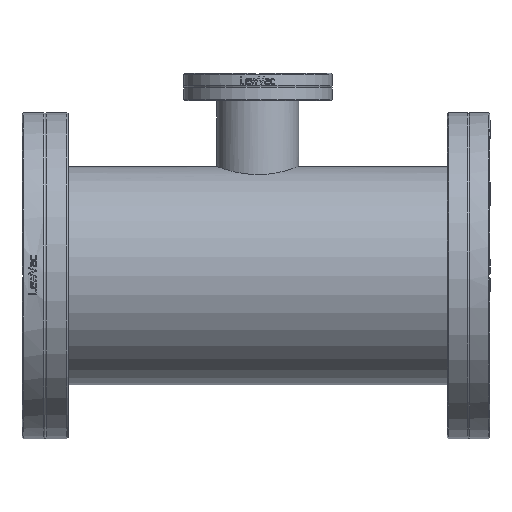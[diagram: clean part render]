
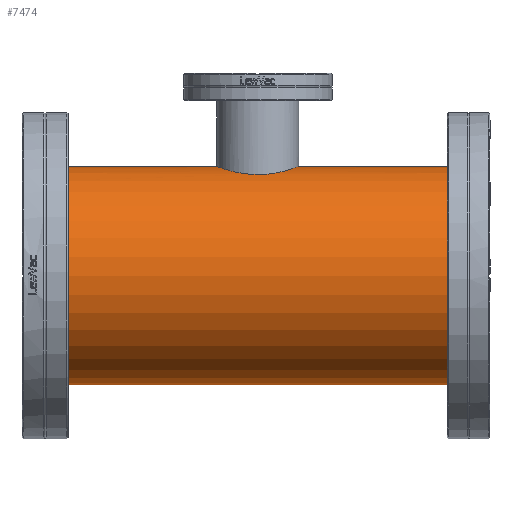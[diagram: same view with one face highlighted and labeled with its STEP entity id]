
A CAD part, left-side view. The second image highlights one B-rep face of the part: STEP entity #7474.
In plain terms, the highlighted cylindrical face has radius 50.8 mm (diameter 101.6 mm), a full revolution.
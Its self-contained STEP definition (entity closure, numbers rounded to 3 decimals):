
#1110=B_SPLINE_CURVE_WITH_KNOTS('',3,(#35614,#35615,#35616,#35617,#35618,
#35619,#35620,#35621,#35622,#35623,#35624,#35625,#35626,#35627,#35628,#35629,
#35630,#35631,#35632,#35633,#35634,#35635,#35636,#35637,#35638,#35639,#35640,
#35641,#35642,#35643,#35644,#35645,#35646,#35647),.UNSPECIFIED.,.F.,.F.,
(4,2,2,2,2,2,2,2,2,2,2,2,2,2,2,2,4),(2.901,3.264,3.626,
3.989,4.351,4.714,5.077,5.44,
5.803,6.166,6.528,6.891,7.254,
7.616,7.979,8.342,8.704),
 .UNSPECIFIED.);
#1111=B_SPLINE_CURVE_WITH_KNOTS('',3,(#35648,#35649,#35650,#35651,#35652,
#35653,#35654,#35655,#35656,#35657,#35658,#35659,#35660,#35661,#35662,#35663,
#35664,#35665,#35666,#35667,#35668,#35669,#35670,#35671,#35672,#35673,#35674,
#35675,#35676,#35677,#35678,#35679,#35680,#35681,#35682),.UNSPECIFIED.,
 .F.,.F.,(4,2,2,2,2,2,2,2,3,2,2,2,2,2,2,2,4),(8.704,9.067,
9.429,9.792,10.154,10.517,10.88,
11.243,11.605,11.968,12.331,12.694,
13.057,13.419,13.782,14.144,14.507),
 .UNSPECIFIED.);
#1273=CYLINDRICAL_SURFACE('',#8305,50.8);
#1634=FACE_BOUND('',#2693,.T.);
#1635=FACE_BOUND('',#2694,.T.);
#2020=FACE_OUTER_BOUND('',#2692,.T.);
#2692=EDGE_LOOP('',(#6420));
#2693=EDGE_LOOP('',(#6421));
#2694=EDGE_LOOP('',(#6422,#6423));
#3181=CIRCLE('',#8306,50.8);
#3182=CIRCLE('',#8307,50.8);
#3783=VERTEX_POINT('',#35612);
#3784=VERTEX_POINT('',#35613);
#3787=VERTEX_POINT('',#35689);
#3788=VERTEX_POINT('',#35691);
#4708=EDGE_CURVE('',#3783,#3784,#1110,.T.);
#4709=EDGE_CURVE('',#3784,#3783,#1111,.T.);
#4712=EDGE_CURVE('',#3787,#3787,#3181,.T.);
#4713=EDGE_CURVE('',#3788,#3788,#3182,.T.);
#6420=ORIENTED_EDGE('',*,*,#4712,.F.);
#6421=ORIENTED_EDGE('',*,*,#4713,.F.);
#6422=ORIENTED_EDGE('',*,*,#4708,.T.);
#6423=ORIENTED_EDGE('',*,*,#4709,.T.);
#7474=ADVANCED_FACE('',(#2020,#1634,#1635),#1273,.T.);
#8305=AXIS2_PLACEMENT_3D('',#35688,#9778,#9779);
#8306=AXIS2_PLACEMENT_3D('',#35690,#9780,#9781);
#8307=AXIS2_PLACEMENT_3D('',#35692,#9782,#9783);
#9778=DIRECTION('center_axis',(0.,0.,1.));
#9779=DIRECTION('ref_axis',(-1.,0.,0.));
#9780=DIRECTION('center_axis',(0.,0.,-1.));
#9781=DIRECTION('ref_axis',(-1.,0.,0.));
#9782=DIRECTION('center_axis',(0.,0.,1.));
#9783=DIRECTION('ref_axis',(-1.,0.,0.));
#35612=CARTESIAN_POINT('',(0.,50.8,117.65));
#35613=CARTESIAN_POINT('',(0.,50.8,79.55));
#35614=CARTESIAN_POINT('Ctrl Pts',(0.,50.8,117.65));
#35615=CARTESIAN_POINT('Ctrl Pts',(-1.208,50.8,117.65));
#35616=CARTESIAN_POINT('Ctrl Pts',(-2.454,50.756,117.533));
#35617=CARTESIAN_POINT('Ctrl Pts',(-4.926,50.576,117.045));
#35618=CARTESIAN_POINT('Ctrl Pts',(-6.151,50.44,116.674));
#35619=CARTESIAN_POINT('Ctrl Pts',(-8.494,50.099,115.698));
#35620=CARTESIAN_POINT('Ctrl Pts',(-9.615,49.893,115.093));
#35621=CARTESIAN_POINT('Ctrl Pts',(-11.683,49.45,113.698));
#35622=CARTESIAN_POINT('Ctrl Pts',(-12.632,49.212,112.909));
#35623=CARTESIAN_POINT('Ctrl Pts',(-14.31,48.751,111.231));
#35624=CARTESIAN_POINT('Ctrl Pts',(-15.099,48.51,110.282));
#35625=CARTESIAN_POINT('Ctrl Pts',(-16.493,48.054,108.214));
#35626=CARTESIAN_POINT('Ctrl Pts',(-17.099,47.839,107.094));
#35627=CARTESIAN_POINT('Ctrl Pts',(-18.074,47.479,104.752));
#35628=CARTESIAN_POINT('Ctrl Pts',(-18.445,47.334,103.527));
#35629=CARTESIAN_POINT('Ctrl Pts',(-18.933,47.141,101.056));
#35630=CARTESIAN_POINT('Ctrl Pts',(-19.05,47.093,99.809));
#35631=CARTESIAN_POINT('Ctrl Pts',(-19.05,47.093,97.391));
#35632=CARTESIAN_POINT('Ctrl Pts',(-18.933,47.141,96.144));
#35633=CARTESIAN_POINT('Ctrl Pts',(-18.445,47.334,93.673));
#35634=CARTESIAN_POINT('Ctrl Pts',(-18.074,47.479,92.448));
#35635=CARTESIAN_POINT('Ctrl Pts',(-17.099,47.839,90.106));
#35636=CARTESIAN_POINT('Ctrl Pts',(-16.493,48.054,88.986));
#35637=CARTESIAN_POINT('Ctrl Pts',(-15.099,48.51,86.918));
#35638=CARTESIAN_POINT('Ctrl Pts',(-14.31,48.751,85.969));
#35639=CARTESIAN_POINT('Ctrl Pts',(-12.632,49.212,84.291));
#35640=CARTESIAN_POINT('Ctrl Pts',(-11.683,49.45,83.502));
#35641=CARTESIAN_POINT('Ctrl Pts',(-9.615,49.893,82.107));
#35642=CARTESIAN_POINT('Ctrl Pts',(-8.494,50.099,81.502));
#35643=CARTESIAN_POINT('Ctrl Pts',(-6.151,50.44,80.526));
#35644=CARTESIAN_POINT('Ctrl Pts',(-4.926,50.576,80.155));
#35645=CARTESIAN_POINT('Ctrl Pts',(-2.454,50.756,79.667));
#35646=CARTESIAN_POINT('Ctrl Pts',(-1.208,50.8,79.55));
#35647=CARTESIAN_POINT('Ctrl Pts',(0.,50.8,79.55));
#35648=CARTESIAN_POINT('Ctrl Pts',(0.,50.8,79.55));
#35649=CARTESIAN_POINT('Ctrl Pts',(1.208,50.8,79.55));
#35650=CARTESIAN_POINT('Ctrl Pts',(2.454,50.756,79.667));
#35651=CARTESIAN_POINT('Ctrl Pts',(4.926,50.576,80.155));
#35652=CARTESIAN_POINT('Ctrl Pts',(6.151,50.44,80.526));
#35653=CARTESIAN_POINT('Ctrl Pts',(8.494,50.099,81.502));
#35654=CARTESIAN_POINT('Ctrl Pts',(9.615,49.893,82.107));
#35655=CARTESIAN_POINT('Ctrl Pts',(11.683,49.45,83.502));
#35656=CARTESIAN_POINT('Ctrl Pts',(12.632,49.212,84.291));
#35657=CARTESIAN_POINT('Ctrl Pts',(14.31,48.751,85.969));
#35658=CARTESIAN_POINT('Ctrl Pts',(15.099,48.51,86.918));
#35659=CARTESIAN_POINT('Ctrl Pts',(16.493,48.054,88.986));
#35660=CARTESIAN_POINT('Ctrl Pts',(17.099,47.839,90.106));
#35661=CARTESIAN_POINT('Ctrl Pts',(18.074,47.479,92.448));
#35662=CARTESIAN_POINT('Ctrl Pts',(18.445,47.334,93.673));
#35663=CARTESIAN_POINT('Ctrl Pts',(18.933,47.141,96.144));
#35664=CARTESIAN_POINT('Ctrl Pts',(19.05,47.093,97.391));
#35665=CARTESIAN_POINT('Ctrl Pts',(19.05,47.093,98.6));
#35666=CARTESIAN_POINT('Ctrl Pts',(19.05,47.093,99.809));
#35667=CARTESIAN_POINT('Ctrl Pts',(18.933,47.141,101.056));
#35668=CARTESIAN_POINT('Ctrl Pts',(18.445,47.334,103.527));
#35669=CARTESIAN_POINT('Ctrl Pts',(18.074,47.479,104.752));
#35670=CARTESIAN_POINT('Ctrl Pts',(17.099,47.839,107.094));
#35671=CARTESIAN_POINT('Ctrl Pts',(16.493,48.054,108.214));
#35672=CARTESIAN_POINT('Ctrl Pts',(15.099,48.51,110.282));
#35673=CARTESIAN_POINT('Ctrl Pts',(14.31,48.751,111.231));
#35674=CARTESIAN_POINT('Ctrl Pts',(12.632,49.212,112.909));
#35675=CARTESIAN_POINT('Ctrl Pts',(11.683,49.45,113.698));
#35676=CARTESIAN_POINT('Ctrl Pts',(9.615,49.893,115.093));
#35677=CARTESIAN_POINT('Ctrl Pts',(8.494,50.099,115.698));
#35678=CARTESIAN_POINT('Ctrl Pts',(6.151,50.44,116.674));
#35679=CARTESIAN_POINT('Ctrl Pts',(4.926,50.576,117.045));
#35680=CARTESIAN_POINT('Ctrl Pts',(2.454,50.756,117.533));
#35681=CARTESIAN_POINT('Ctrl Pts',(1.208,50.8,117.65));
#35682=CARTESIAN_POINT('Ctrl Pts',(0.,50.8,117.65));
#35688=CARTESIAN_POINT('Origin',(0.,0.,0.));
#35689=CARTESIAN_POINT('',(50.8,0.,0.));
#35690=CARTESIAN_POINT('Origin',(0.,0.,0.));
#35691=CARTESIAN_POINT('',(50.8,0.,197.2));
#35692=CARTESIAN_POINT('Origin',(0.,0.,197.2));
